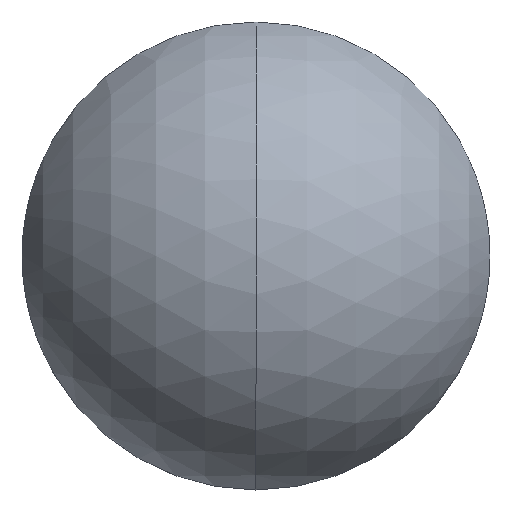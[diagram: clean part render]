
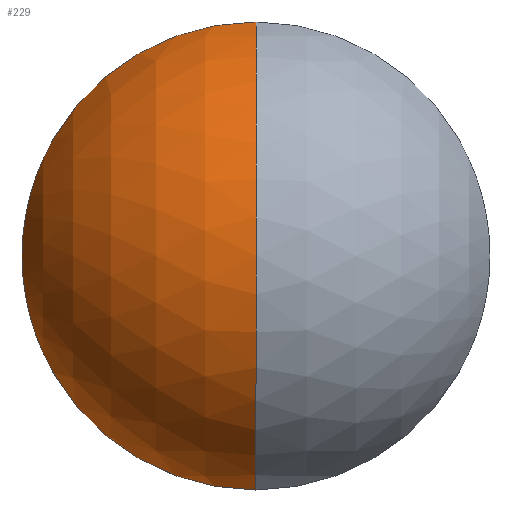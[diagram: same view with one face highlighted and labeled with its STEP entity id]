
A CAD part, top view. The second image highlights one B-rep face of the part: STEP entity #229.
In plain terms, the highlighted spherical face has radius 13.1 mm.
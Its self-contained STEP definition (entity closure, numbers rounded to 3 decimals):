
#59 = DIRECTION ( 'NONE',  ( 0., 1., 0. ) ) ;
#60 = DIRECTION ( 'NONE',  ( -1., 0., 0. ) ) ;
#61 = CARTESIAN_POINT ( 'NONE',  ( 0., 0., -7.25 ) ) ;
#62 = AXIS2_PLACEMENT_3D ( 'NONE', #61, #60, #59 ) ;
#63 = SPHERICAL_SURFACE ( 'NONE', #62, 13.1 ) ;
#79 = FACE_OUTER_BOUND ( 'NONE', #220, .T. ) ;
#80 = CARTESIAN_POINT ( 'NONE',  ( 0., 0., 5.85 ) ) ;
#106 = CARTESIAN_POINT ( 'NONE',  ( -12.5, 0., -3.331 ) ) ;
#107 = DIRECTION ( 'NONE',  ( 1., 0., 0. ) ) ;
#108 = DIRECTION ( 'NONE',  ( 0., 0., 1. ) ) ;
#109 = CARTESIAN_POINT ( 'NONE',  ( 0., 0., -3.331 ) ) ;
#110 = AXIS2_PLACEMENT_3D ( 'NONE', #109, #108, #107 ) ;
#111 = CIRCLE ( 'NONE', #110, 12.5 ) ;
#116 = CARTESIAN_POINT ( 'NONE',  ( 0., 0., -3.331 ) ) ;
#117 = CIRCLE ( 'NONE', #143, 12.5 ) ;
#121 = CARTESIAN_POINT ( 'NONE',  ( 0., 12.5, -3.331 ) ) ;
#127 = DIRECTION ( 'NONE',  ( 0., 0., -1. ) ) ;
#128 = DIRECTION ( 'NONE',  ( 1., 0., 0. ) ) ;
#129 = CARTESIAN_POINT ( 'NONE',  ( 0., 0., -7.25 ) ) ;
#130 = AXIS2_PLACEMENT_3D ( 'NONE', #129, #128, #127 ) ;
#131 = CIRCLE ( 'NONE', #130, 13.1 ) ;
#135 = CARTESIAN_POINT ( 'NONE',  ( 0., -12.5, -3.331 ) ) ;
#136 = DIRECTION ( 'NONE',  ( 0., -1., 0. ) ) ;
#137 = DIRECTION ( 'NONE',  ( -1., 0., 0. ) ) ;
#138 = CARTESIAN_POINT ( 'NONE',  ( 0., 0., -7.25 ) ) ;
#139 = AXIS2_PLACEMENT_3D ( 'NONE', #138, #137, #136 ) ;
#140 = CIRCLE ( 'NONE', #139, 13.1 ) ;
#141 = DIRECTION ( 'NONE',  ( 1., 0., 0. ) ) ;
#142 = DIRECTION ( 'NONE',  ( 0., 0., 1. ) ) ;
#143 = AXIS2_PLACEMENT_3D ( 'NONE', #116, #142, #141 ) ;
#213 = ORIENTED_EDGE ( 'NONE', *, *, #214, .F. ) ;
#214 = EDGE_CURVE ( 'NONE', #219, #227, #131, .T. ) ;
#215 = EDGE_CURVE ( 'NONE', #219, #216, #111, .T. ) ;
#216 = VERTEX_POINT ( 'NONE', #106 ) ;
#219 = VERTEX_POINT ( 'NONE', #121 ) ;
#220 = EDGE_LOOP ( 'NONE', ( #221, #222, #224, #213 ) ) ;
#221 = ORIENTED_EDGE ( 'NONE', *, *, #215, .T. ) ;
#222 = ORIENTED_EDGE ( 'NONE', *, *, #223, .T. ) ;
#223 = EDGE_CURVE ( 'NONE', #216, #226, #117, .T. ) ;
#224 = ORIENTED_EDGE ( 'NONE', *, *, #225, .T. ) ;
#225 = EDGE_CURVE ( 'NONE', #226, #227, #140, .T. ) ;
#226 = VERTEX_POINT ( 'NONE', #135 ) ;
#227 = VERTEX_POINT ( 'NONE', #80 ) ;
#229 = ADVANCED_FACE ( 'NONE', ( #79 ), #63, .T. ) ;
